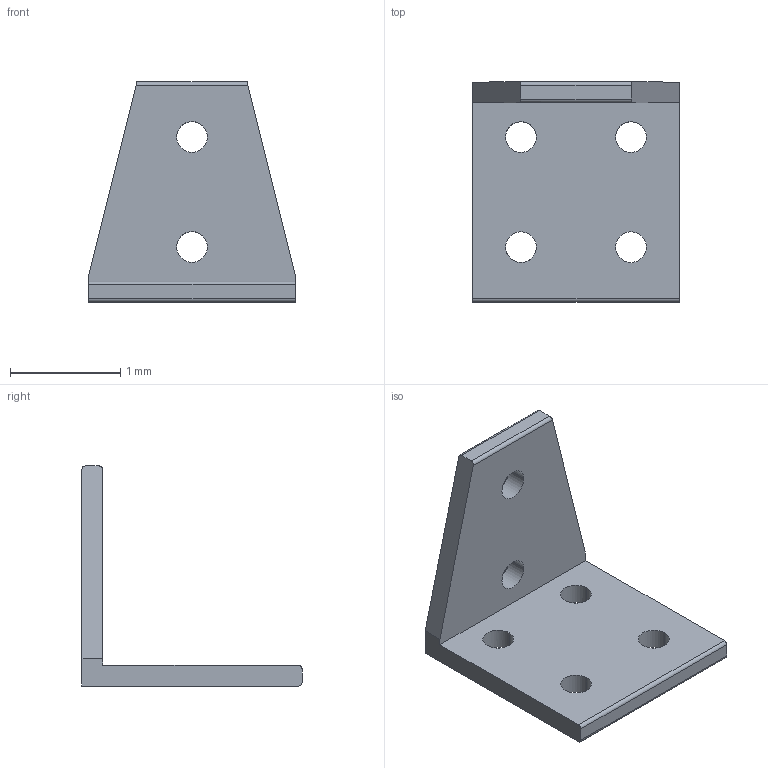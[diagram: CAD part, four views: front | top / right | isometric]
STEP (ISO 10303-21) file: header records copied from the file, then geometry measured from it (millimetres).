
FILE_DESCRIPTION((''),'2;1');
FILE_NAME('10CB4117.stp','2015-07-07T13:18:07',(''),(''),'Mechanical Desktop 2011','Mechanical Desktop 2011',', , ');
FILE_SCHEMA(('CONFIG_CONTROL_DESIGN'));
Length unit declared in the file: millimetre
Products named in the file (1): Product
Bounding box: 1.88 x 2 x 2 mm (x, y, z)
Volume: 1.1 mm3; surface area: 14.9 mm2
Topology: 1 solids, 1 shells, 26 faces, 77 edges, 53 vertices
Faces by surface type: cylinder 16, plane 9, bspline 1
Entity records: 1017 total; most frequent: DIRECTION 166, CARTESIAN_POINT 160, ORIENTED_EDGE 154, EDGE_CURVE 77, AXIS2_PLACEMENT_3D 63, VERTEX_POINT 53, VECTOR 40, LINE 40
